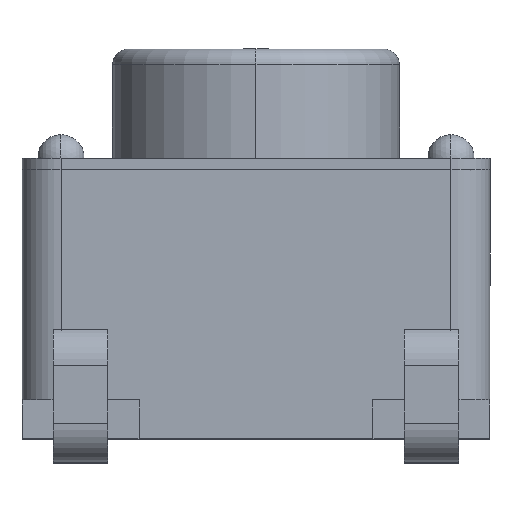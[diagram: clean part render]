
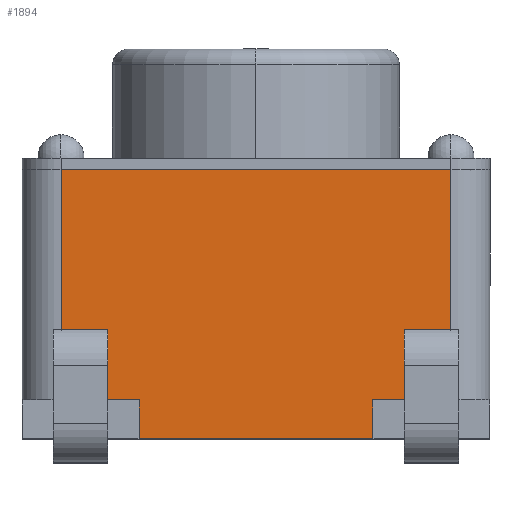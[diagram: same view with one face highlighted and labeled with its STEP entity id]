
A CAD part, top view. The second image highlights one B-rep face of the part: STEP entity #1894.
In plain terms, the highlighted planar face has unit normal (0, 0, 1).
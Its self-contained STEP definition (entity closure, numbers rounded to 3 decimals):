
#43 = CARTESIAN_POINT ( 'NONE',  ( -1.5, -3.45, 3. ) ) ;
#59 = LINE ( 'NONE', #2380, #3107 ) ;
#72 = VERTEX_POINT ( 'NONE', #3207 ) ;
#82 = CARTESIAN_POINT ( 'NONE',  ( 2.5, -11.935, 3. ) ) ;
#214 = EDGE_CURVE ( 'NONE', #1206, #1062, #796, .T. ) ;
#342 = EDGE_CURVE ( 'NONE', #72, #1579, #59, .T. ) ;
#351 = EDGE_CURVE ( 'NONE', #3375, #2353, #604, .T. ) ;
#401 = DIRECTION ( 'NONE',  ( 0., 1., 0. ) ) ;
#403 = DIRECTION ( 'NONE',  ( -1., 0., 0. ) ) ;
#422 = CARTESIAN_POINT ( 'NONE',  ( 1.5, -2.95, 3. ) ) ;
#562 = DIRECTION ( 'NONE',  ( -1., 0., 0. ) ) ;
#574 = VERTEX_POINT ( 'NONE', #652 ) ;
#604 = LINE ( 'NONE', #2396, #1804 ) ;
#617 = EDGE_LOOP ( 'NONE', ( #2263, #1400, #3685, #3541, #3825, #3720, #2425, #1398 ) ) ;
#652 = CARTESIAN_POINT ( 'NONE',  ( -1.5, -2.95, 3. ) ) ;
#739 = VERTEX_POINT ( 'NONE', #43 ) ;
#796 = LINE ( 'NONE', #3322, #1286 ) ;
#974 = DIRECTION ( 'NONE',  ( -1., 0., 0. ) ) ;
#1005 = EDGE_CURVE ( 'NONE', #739, #574, #1769, .T. ) ;
#1055 = DIRECTION ( 'NONE',  ( 0., 1., 0. ) ) ;
#1062 = VERTEX_POINT ( 'NONE', #3067 ) ;
#1127 = CARTESIAN_POINT ( 'NONE',  ( 2.5, -3.45, 3. ) ) ;
#1206 = VERTEX_POINT ( 'NONE', #2209 ) ;
#1228 = CARTESIAN_POINT ( 'NONE',  ( 1.5, -2.95, 3. ) ) ;
#1286 = VECTOR ( 'NONE', #1055, 1000. ) ;
#1398 = ORIENTED_EDGE ( 'NONE', *, *, #351, .T. ) ;
#1400 = ORIENTED_EDGE ( 'NONE', *, *, #214, .T. ) ;
#1467 = DIRECTION ( 'NONE',  ( 1., 0., 0. ) ) ;
#1579 = VERTEX_POINT ( 'NONE', #1597 ) ;
#1586 = VECTOR ( 'NONE', #562, 1000. ) ;
#1597 = CARTESIAN_POINT ( 'NONE',  ( -2.5, 0., 3. ) ) ;
#1599 = LINE ( 'NONE', #1127, #4036 ) ;
#1609 = FACE_OUTER_BOUND ( 'NONE', #617, .T. ) ;
#1615 = CARTESIAN_POINT ( 'NONE',  ( 1.5, -3.45, 3. ) ) ;
#1651 = EDGE_CURVE ( 'NONE', #1062, #1579, #3303, .T. ) ;
#1769 = LINE ( 'NONE', #2932, #3270 ) ;
#1804 = VECTOR ( 'NONE', #401, 1000. ) ;
#1868 = LINE ( 'NONE', #1228, #2636 ) ;
#1894 = ADVANCED_FACE ( 'NONE', ( #1609 ), #2695, .F. ) ;
#2028 = EDGE_CURVE ( 'NONE', #2353, #1206, #1868, .T. ) ;
#2175 = EDGE_CURVE ( 'NONE', #574, #72, #3838, .T. ) ;
#2209 = CARTESIAN_POINT ( 'NONE',  ( 2.5, -2.95, 3. ) ) ;
#2263 = ORIENTED_EDGE ( 'NONE', *, *, #2028, .T. ) ;
#2353 = VERTEX_POINT ( 'NONE', #422 ) ;
#2380 = CARTESIAN_POINT ( 'NONE',  ( -2.5, -11.935, 3. ) ) ;
#2382 = DIRECTION ( 'NONE',  ( 0., 0., -1. ) ) ;
#2396 = CARTESIAN_POINT ( 'NONE',  ( 1.5, -2.95, 3. ) ) ;
#2425 = ORIENTED_EDGE ( 'NONE', *, *, #3549, .T. ) ;
#2555 = DIRECTION ( 'NONE',  ( 1., 0., 0. ) ) ;
#2636 = VECTOR ( 'NONE', #2555, 1000. ) ;
#2695 = PLANE ( 'NONE',  #3148 ) ;
#2703 = DIRECTION ( 'NONE',  ( 0., 1., 0. ) ) ;
#2932 = CARTESIAN_POINT ( 'NONE',  ( -1.5, -2.95, 3. ) ) ;
#2958 = CARTESIAN_POINT ( 'NONE',  ( -1.5, -2.95, 3. ) ) ;
#3004 = VECTOR ( 'NONE', #974, 1000. ) ;
#3067 = CARTESIAN_POINT ( 'NONE',  ( 2.5, 0., 3. ) ) ;
#3107 = VECTOR ( 'NONE', #2703, 1000. ) ;
#3148 = AXIS2_PLACEMENT_3D ( 'NONE', #82, #2382, #403 ) ;
#3207 = CARTESIAN_POINT ( 'NONE',  ( -2.5, -2.95, 3. ) ) ;
#3270 = VECTOR ( 'NONE', #3986, 1000. ) ;
#3303 = LINE ( 'NONE', #4116, #1586 ) ;
#3322 = CARTESIAN_POINT ( 'NONE',  ( 2.5, -11.935, 3. ) ) ;
#3375 = VERTEX_POINT ( 'NONE', #1615 ) ;
#3541 = ORIENTED_EDGE ( 'NONE', *, *, #342, .F. ) ;
#3549 = EDGE_CURVE ( 'NONE', #739, #3375, #1599, .T. ) ;
#3685 = ORIENTED_EDGE ( 'NONE', *, *, #1651, .T. ) ;
#3720 = ORIENTED_EDGE ( 'NONE', *, *, #1005, .F. ) ;
#3825 = ORIENTED_EDGE ( 'NONE', *, *, #2175, .F. ) ;
#3838 = LINE ( 'NONE', #2958, #3004 ) ;
#3986 = DIRECTION ( 'NONE',  ( 0., 1., 0. ) ) ;
#4036 = VECTOR ( 'NONE', #1467, 1000. ) ;
#4116 = CARTESIAN_POINT ( 'NONE',  ( 2.5, 0., 3. ) ) ;
